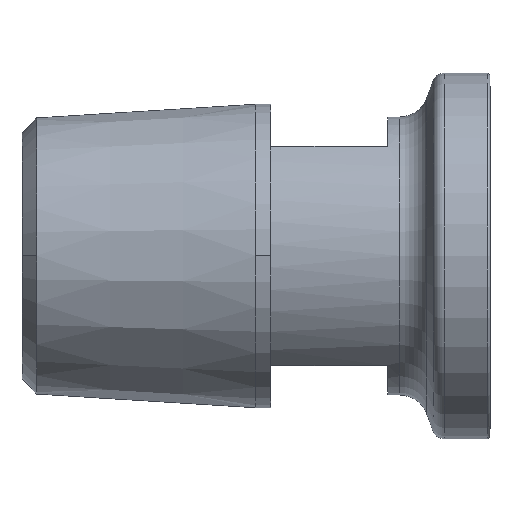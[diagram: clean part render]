
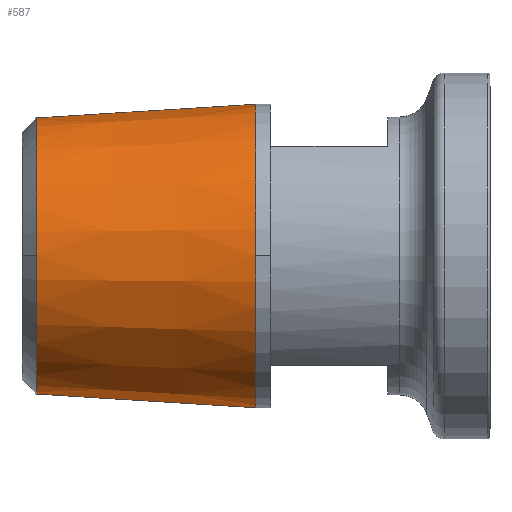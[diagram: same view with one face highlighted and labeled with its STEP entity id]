
A CAD part, top view. The second image highlights one B-rep face of the part: STEP entity #587.
In plain terms, the highlighted conical face has half-angle 3.576 degrees and reference radius 10 mm.
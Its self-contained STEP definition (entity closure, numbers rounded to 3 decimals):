
#3 = EDGE_CURVE ( 'NONE', #245, #945, #121, .T. ) ;
#17 = EDGE_CURVE ( 'NONE', #66, #245, #575, .T. ) ;
#29 = VERTEX_POINT ( 'NONE', #1001 ) ;
#41 = CARTESIAN_POINT ( 'NONE',  ( -22.03, 10., 0. ) ) ;
#51 = CONICAL_SURFACE ( 'NONE', #837, 10., 0.062 ) ;
#66 = VERTEX_POINT ( 'NONE', #258 ) ;
#74 = DIRECTION ( 'NONE',  ( 0., 0., -1. ) ) ;
#80 = DIRECTION ( 'NONE',  ( 1., 0., 0. ) ) ;
#95 = CARTESIAN_POINT ( 'NONE',  ( -16.029, 0., 0. ) ) ;
#99 = CARTESIAN_POINT ( 'NONE',  ( -22.03, -10., 0. ) ) ;
#121 = CIRCLE ( 'NONE', #211, 9.439 ) ;
#137 = ORIENTED_EDGE ( 'NONE', *, *, #254, .F. ) ;
#151 = DIRECTION ( 'NONE',  ( 0., 0., -1. ) ) ;
#156 = DIRECTION ( 'NONE',  ( 1., 0., 0. ) ) ;
#170 = CIRCLE ( 'NONE', #431, 10.375 ) ;
#211 = AXIS2_PLACEMENT_3D ( 'NONE', #847, #80, #1088 ) ;
#213 = AXIS2_PLACEMENT_3D ( 'NONE', #241, #1011, #74 ) ;
#214 = VECTOR ( 'NONE', #1036, 1000. ) ;
#241 = CARTESIAN_POINT ( 'NONE',  ( -16.029, 0., 0. ) ) ;
#245 = VERTEX_POINT ( 'NONE', #477 ) ;
#254 = EDGE_CURVE ( 'NONE', #66, #842, #808, .T. ) ;
#258 = CARTESIAN_POINT ( 'NONE',  ( -31.002, 9.439, 0. ) ) ;
#260 = VERTEX_POINT ( 'NONE', #501 ) ;
#276 = CARTESIAN_POINT ( 'NONE',  ( -22.03, 0., 0. ) ) ;
#356 = EDGE_CURVE ( 'NONE', #260, #29, #544, .T. ) ;
#431 = AXIS2_PLACEMENT_3D ( 'NONE', #95, #1039, #782 ) ;
#434 = CARTESIAN_POINT ( 'NONE',  ( -31.002, 0., 0. ) ) ;
#439 = EDGE_CURVE ( 'NONE', #842, #260, #170, .T. ) ;
#477 = CARTESIAN_POINT ( 'NONE',  ( -31.002, 0., 9.439 ) ) ;
#501 = CARTESIAN_POINT ( 'NONE',  ( -16.029, 0., 10.375 ) ) ;
#532 = EDGE_CURVE ( 'NONE', #945, #29, #1026, .T. ) ;
#543 = FACE_OUTER_BOUND ( 'NONE', #910, .T. ) ;
#544 = CIRCLE ( 'NONE', #213, 10.375 ) ;
#556 = ORIENTED_EDGE ( 'NONE', *, *, #3, .T. ) ;
#575 = CIRCLE ( 'NONE', #665, 9.439 ) ;
#587 = ADVANCED_FACE ( 'NONE', ( #543 ), #51, .T. ) ;
#665 = AXIS2_PLACEMENT_3D ( 'NONE', #434, #156, #151 ) ;
#735 = DIRECTION ( 'NONE',  ( 0.998, 0.062, 0. ) ) ;
#746 = CARTESIAN_POINT ( 'NONE',  ( -16.029, 10.375, 0. ) ) ;
#749 = ORIENTED_EDGE ( 'NONE', *, *, #532, .T. ) ;
#782 = DIRECTION ( 'NONE',  ( 0., 0., -1. ) ) ;
#798 = ORIENTED_EDGE ( 'NONE', *, *, #439, .F. ) ;
#808 = LINE ( 'NONE', #41, #1021 ) ;
#833 = ORIENTED_EDGE ( 'NONE', *, *, #356, .F. ) ;
#837 = AXIS2_PLACEMENT_3D ( 'NONE', #276, #878, #1109 ) ;
#842 = VERTEX_POINT ( 'NONE', #746 ) ;
#847 = CARTESIAN_POINT ( 'NONE',  ( -31.002, 0., 0. ) ) ;
#877 = ORIENTED_EDGE ( 'NONE', *, *, #17, .T. ) ;
#878 = DIRECTION ( 'NONE',  ( 1., 0., 0. ) ) ;
#909 = CARTESIAN_POINT ( 'NONE',  ( -31.002, -9.439, 0. ) ) ;
#910 = EDGE_LOOP ( 'NONE', ( #556, #749, #833, #798, #137, #877 ) ) ;
#945 = VERTEX_POINT ( 'NONE', #909 ) ;
#1001 = CARTESIAN_POINT ( 'NONE',  ( -16.029, -10.375, 0. ) ) ;
#1011 = DIRECTION ( 'NONE',  ( 1., 0., 0. ) ) ;
#1021 = VECTOR ( 'NONE', #735, 1000. ) ;
#1026 = LINE ( 'NONE', #99, #214 ) ;
#1036 = DIRECTION ( 'NONE',  ( 0.998, -0.062, 0. ) ) ;
#1039 = DIRECTION ( 'NONE',  ( 1., 0., 0. ) ) ;
#1088 = DIRECTION ( 'NONE',  ( 0., 0., -1. ) ) ;
#1109 = DIRECTION ( 'NONE',  ( 0., 1., 0. ) ) ;
